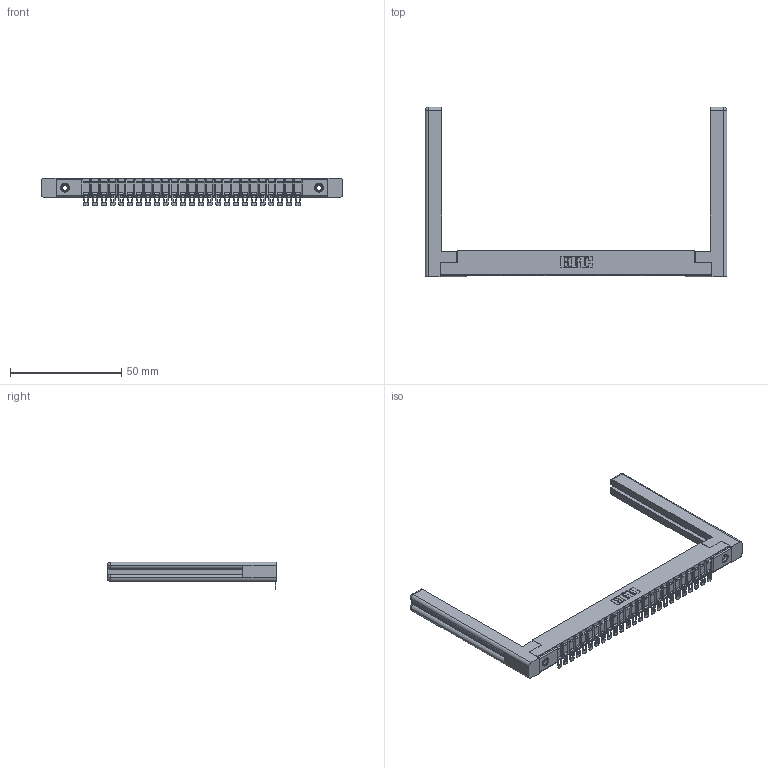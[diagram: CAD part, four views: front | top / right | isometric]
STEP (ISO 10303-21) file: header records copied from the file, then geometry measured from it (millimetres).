
FILE_DESCRIPTION (( 'STEP AP203' ), '1' );
FILE_NAME ('357-025-454-158.STEP', '2020-10-01T15:55:36', ( '' ), ( '' ), 'SwSTEP 2.0', 'SolidWorks 2020', '' );
FILE_SCHEMA (( 'CONFIG_CONTROL_DESIGN' ));
Length unit declared in the file: inch
Products named in the file (5): 307 Part_.156 Dia Mounting Holes; 345-250-001_345-250-001-102; 357-025-454-158; 307-290-002_554; 307-220-058
Assembly tree (30 placements, depth 2):
  357-025-454-158
    307 Part_.156 Dia Mounting Holes
    307-290-002_554  x25
    307-220-058  x2
    345-250-001_345-250-001-102  x2
Bounding box: 135.69 x 76.33 x 12.52 mm (x, y, z)
Volume: 16646.7 mm3; surface area: 21605.9 mm2
Topology: 30 solids, 30 shells, 2311 faces, 7002 edges, 4584 vertices
Faces by surface type: plane 1304, cylinder 931, sphere 52, torus 12, cone 12
Entity records: 27126 total; most frequent: CARTESIAN_POINT 4581, ORIENTED_EDGE 4510, DIRECTION 4425, EDGE_CURVE 2255, LINE 1709, VECTOR 1709, VERTEX_POINT 1460, AXIS2_PLACEMENT_3D 1358
